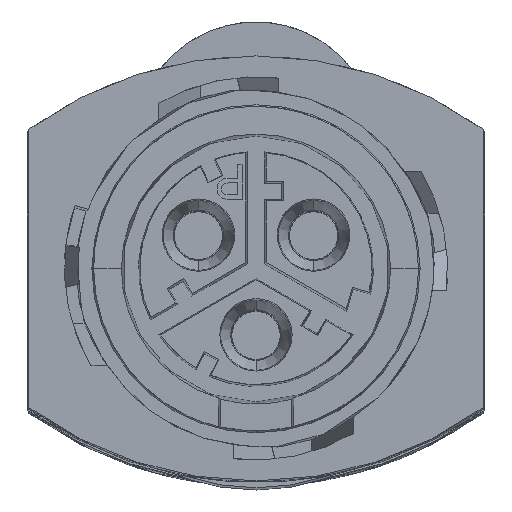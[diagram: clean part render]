
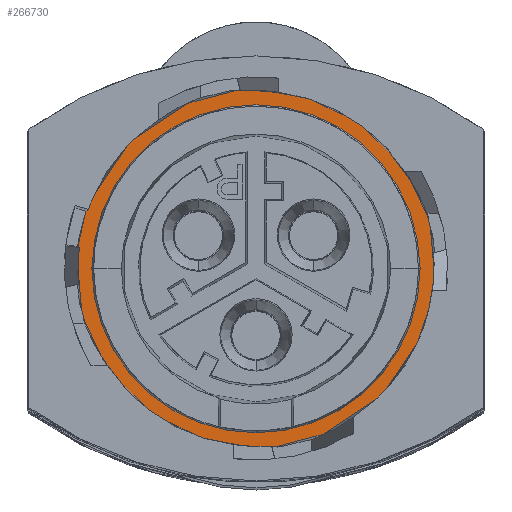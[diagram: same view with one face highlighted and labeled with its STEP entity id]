
A CAD part, top view. The second image highlights one B-rep face of the part: STEP entity #266730.
In plain terms, the highlighted face is planar.
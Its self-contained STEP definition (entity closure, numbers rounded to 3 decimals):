
#266300=CARTESIAN_POINT('',(-21.872,-19.112,
-113.613));
#266310=DIRECTION('',(-1.,0.,0.));
#266320=DIRECTION('',(0.,1.,0.));
#266330=AXIS2_PLACEMENT_3D('',#266300,#266310,#266320);
#266340=PLANE('',#266330);
#266350=CARTESIAN_POINT('',(-21.872,-28.255,
-118.816));
#266360=DIRECTION('',(-1.,0.,0.));
#266370=DIRECTION('',(0.,1.,0.));
#266380=AXIS2_PLACEMENT_3D('',#266350,#266360,#266370);
#266390=CIRCLE('',#266380,10.493);
#266400=CARTESIAN_POINT('',(-21.872,-37.765,
-123.25));
#266410=VERTEX_POINT('',#266400);
#266420=CARTESIAN_POINT('',(-21.872,-18.745,
-114.381));
#266430=VERTEX_POINT('',#266420);
#266440=EDGE_CURVE('',#266410,#266430,#266390,.T.);
#266450=ORIENTED_EDGE('',*,*,#266440,.T.);
#266460=CARTESIAN_POINT('',(-21.872,-17.762,
-118.816));
#266470=VERTEX_POINT('',#266460);
#266480=EDGE_CURVE('',#266470,#266410,#266390,.T.);
#266490=ORIENTED_EDGE('',*,*,#266480,.T.);
#266500=EDGE_CURVE('',#266430,#266470,#266390,.T.);
#266510=ORIENTED_EDGE('',*,*,#266500,.T.);
#266520=EDGE_LOOP('',(#266510,#266490,#266450));
#266530=FACE_OUTER_BOUND('',#266520,.T.);
#266540=CARTESIAN_POINT('',(-21.872,-28.255,
-118.816));
#266550=DIRECTION('',(-1.,0.,0.));
#266560=DIRECTION('',(0.,1.,0.));
#266570=AXIS2_PLACEMENT_3D('',#266540,#266550,#266560);
#266580=CIRCLE('',#266570,9.4);
#266590=CARTESIAN_POINT('',(-21.872,-27.597,
-128.193));
#266600=VERTEX_POINT('',#266590);
#266610=CARTESIAN_POINT('',(-21.872,-37.655,
-118.816));
#266620=VERTEX_POINT('',#266610);
#266630=EDGE_CURVE('',#266600,#266620,#266580,.T.);
#266640=ORIENTED_EDGE('',*,*,#266630,.F.);
#266650=CARTESIAN_POINT('',(-21.872,-18.855,
-118.816));
#266660=VERTEX_POINT('',#266650);
#266670=EDGE_CURVE('',#266620,#266660,#266580,.T.);
#266680=ORIENTED_EDGE('',*,*,#266670,.F.);
#266690=EDGE_CURVE('',#266660,#266600,#266580,.T.);
#266700=ORIENTED_EDGE('',*,*,#266690,.F.);
#266710=EDGE_LOOP('',(#266700,#266680,#266640));
#266720=FACE_BOUND('',#266710,.T.);
#266730=ADVANCED_FACE('',(#266530,#266720),#266340,.T.);
